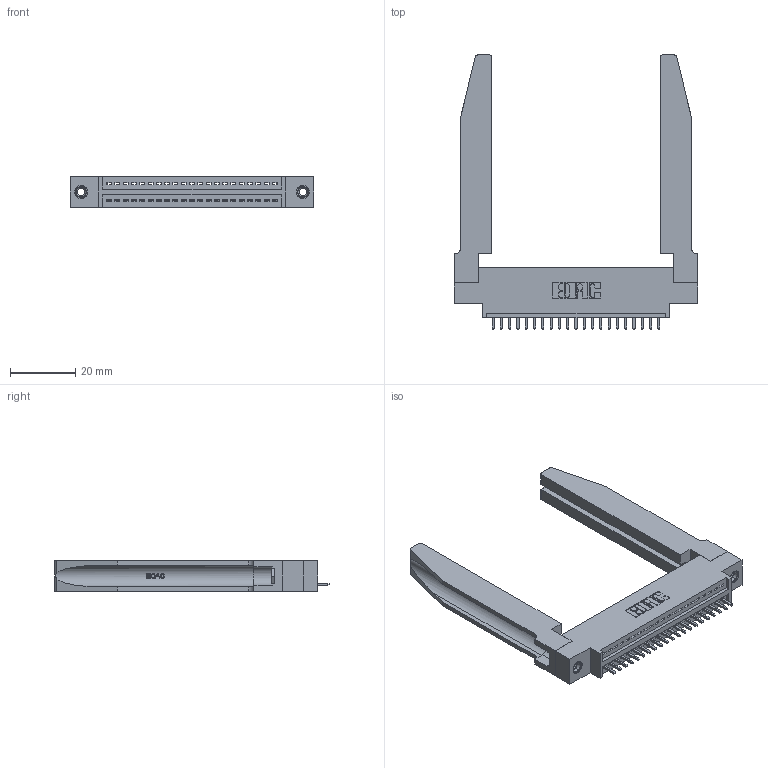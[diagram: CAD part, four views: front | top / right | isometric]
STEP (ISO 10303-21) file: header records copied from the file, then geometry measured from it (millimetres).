
FILE_DESCRIPTION (( 'STEP AP203' ), '1' );
FILE_NAME ('345-021-521-678.STEP', '2019-10-04T22:01:18', ( '' ), ( '' ), 'SwSTEP 2.0', 'SolidWorks 2016', '' );
FILE_SCHEMA (( 'CONFIG_CONTROL_DESIGN' ));
Length unit declared in the file: inch
Products named in the file (5): 345-021-521-678; 345-220-078_345-220-078; 345 Part_0.170 Offset - 0.156 Dia-TH; 345-292-001_345-293-121; 345-250-001_345-250-001-102
Assembly tree (26 placements, depth 2):
  345-021-521-678
    345 Part_0.170 Offset - 0.156 Dia-TH
    345-292-001_345-293-121  x21
    345-250-001_345-250-001-102  x2
    345-220-078_345-220-078  x2
Bounding box: 74.57 x 84 x 9.4 mm (x, y, z)
Volume: 14508.5 mm3; surface area: 15407.2 mm2
Topology: 26 solids, 26 shells, 1582 faces, 4657 edges, 3066 vertices
Faces by surface type: plane 1066, cylinder 464, bspline 36, cone 12, torus 4
Entity records: 23522 total; most frequent: CARTESIAN_POINT 4974, ORIENTED_EDGE 3826, DIRECTION 3381, EDGE_CURVE 1913, VECTOR 1603, LINE 1603, VERTEX_POINT 1268, AXIS2_PLACEMENT_3D 889
